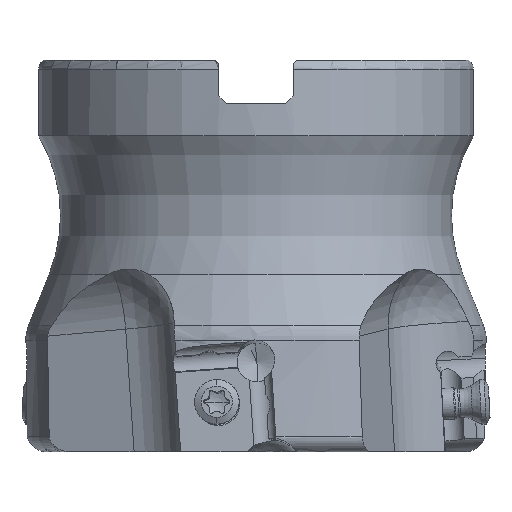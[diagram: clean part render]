
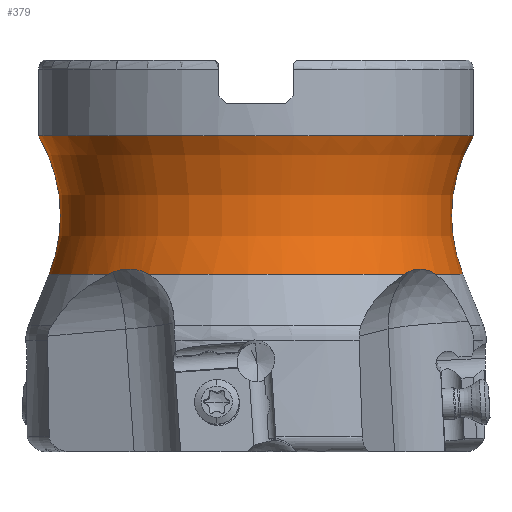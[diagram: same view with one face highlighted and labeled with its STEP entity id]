
A CAD part, front view. The second image highlights one B-rep face of the part: STEP entity #379.
In plain terms, the highlighted toroidal (fillet/blend) face has major radius 45.015 mm and minor radius 20 mm.
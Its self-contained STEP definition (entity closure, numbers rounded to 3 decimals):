
#275=TOROIDAL_SURFACE('',#7036,45.015,20.);
#379=ADVANCED_FACE('',(#883),#275,.F.);
#883=FACE_OUTER_BOUND('',#1245,.T.);
#1245=EDGE_LOOP('',(#2995,#2996,#2997,#2998,#2999,#3000,#3001,#3002,#3003,
#3004,#3005,#3006));
#1641=B_SPLINE_CURVE_WITH_KNOTS('',3,(#11516,#11517,#11518,#11519),
 .UNSPECIFIED.,.F.,.F.,(4,4),(0.,1.),.UNSPECIFIED.);
#1642=B_SPLINE_CURVE_WITH_KNOTS('',3,(#11523,#11524,#11525,#11526,#11527,
#11528),.UNSPECIFIED.,.F.,.F.,(4,1,1,4),(0.,0.333,0.667,
1.),.UNSPECIFIED.);
#1645=B_SPLINE_CURVE_WITH_KNOTS('',3,(#11575,#11576,#11577,#11578),
 .UNSPECIFIED.,.F.,.F.,(4,4),(0.,1.),.UNSPECIFIED.);
#1647=B_SPLINE_CURVE_WITH_KNOTS('',3,(#11592,#11593,#11594,#11595,#11596,
#11597),.UNSPECIFIED.,.F.,.F.,(4,1,1,4),(0.,0.333,0.667,
1.),.UNSPECIFIED.);
#2995=ORIENTED_EDGE('',*,*,#5559,.F.);
#2996=ORIENTED_EDGE('',*,*,#5579,.F.);
#2997=ORIENTED_EDGE('',*,*,#5580,.F.);
#2998=ORIENTED_EDGE('',*,*,#5251,.F.);
#2999=ORIENTED_EDGE('',*,*,#5581,.F.);
#3000=ORIENTED_EDGE('',*,*,#5582,.F.);
#3001=ORIENTED_EDGE('',*,*,#5578,.F.);
#3002=ORIENTED_EDGE('',*,*,#5571,.F.);
#3003=ORIENTED_EDGE('',*,*,#5567,.F.);
#3004=ORIENTED_EDGE('',*,*,#5565,.F.);
#3005=ORIENTED_EDGE('',*,*,#5563,.F.);
#3006=ORIENTED_EDGE('',*,*,#5561,.F.);
#4557=VERTEX_POINT('',#9536);
#4558=VERTEX_POINT('',#9538);
#4796=VERTEX_POINT('',#11477);
#4797=VERTEX_POINT('',#11479);
#4798=VERTEX_POINT('',#11520);
#4799=VERTEX_POINT('',#11529);
#4800=VERTEX_POINT('',#11538);
#4801=VERTEX_POINT('',#11579);
#4804=VERTEX_POINT('',#11598);
#4805=VERTEX_POINT('',#11607);
#4810=VERTEX_POINT('',#11658);
#4811=VERTEX_POINT('',#11661);
#5251=EDGE_CURVE('',#4558,#4557,#6281,.T.);
#5559=EDGE_CURVE('',#4796,#4797,#6405,.T.);
#5561=EDGE_CURVE('',#4797,#4798,#1641,.T.);
#5563=EDGE_CURVE('',#4798,#4799,#1642,.T.);
#5565=EDGE_CURVE('',#4799,#4800,#6407,.T.);
#5567=EDGE_CURVE('',#4800,#4801,#1645,.T.);
#5571=EDGE_CURVE('',#4801,#4804,#1647,.T.);
#5578=EDGE_CURVE('',#4804,#4805,#6412,.T.);
#5579=EDGE_CURVE('',#4810,#4796,#6413,.T.);
#5580=EDGE_CURVE('',#4557,#4810,#6414,.T.);
#5581=EDGE_CURVE('',#4811,#4558,#6415,.T.);
#5582=EDGE_CURVE('',#4805,#4811,#6416,.T.);
#6281=CIRCLE('',#6818,27.815);
#6405=CIRCLE('',#7017,26.461);
#6407=CIRCLE('',#7022,26.461);
#6412=CIRCLE('',#7030,26.461);
#6413=CIRCLE('',#7032,20.);
#6414=CIRCLE('',#7033,20.);
#6415=CIRCLE('',#7034,20.);
#6416=CIRCLE('',#7035,20.);
#6818=AXIS2_PLACEMENT_3D('',#9541,#7646,#7647);
#7017=AXIS2_PLACEMENT_3D('',#11478,#8117,#8118);
#7022=AXIS2_PLACEMENT_3D('',#11537,#8127,#8128);
#7030=AXIS2_PLACEMENT_3D('',#11655,#8144,#8145);
#7032=AXIS2_PLACEMENT_3D('',#11657,#8148,#8149);
#7033=AXIS2_PLACEMENT_3D('',#11659,#8150,#8151);
#7034=AXIS2_PLACEMENT_3D('',#11660,#8152,#8153);
#7035=AXIS2_PLACEMENT_3D('',#11662,#8154,#8155);
#7036=AXIS2_PLACEMENT_3D('',#11663,#8156,#8157);
#7646=DIRECTION('',(0.,0.,1.));
#7647=DIRECTION('',(-1.,0.,0.));
#8117=DIRECTION('',(0.,0.,-1.));
#8118=DIRECTION('',(1.,0.,0.));
#8127=DIRECTION('',(0.,0.,-1.));
#8128=DIRECTION('',(0.718,-0.696,0.));
#8144=DIRECTION('',(0.,0.,-1.));
#8145=DIRECTION('',(-0.713,-0.701,0.));
#8148=DIRECTION('',(0.,-1.,0.));
#8149=DIRECTION('',(-1.,0.,0.));
#8150=DIRECTION('',(0.,-1.,0.));
#8151=DIRECTION('',(-0.86,0.,0.51));
#8152=DIRECTION('',(0.,-1.,0.));
#8153=DIRECTION('',(1.,0.,0.));
#8154=DIRECTION('',(0.,-1.,0.));
#8155=DIRECTION('',(0.928,0.,-0.373));
#8156=DIRECTION('',(0.,0.,-1.));
#8157=DIRECTION('',(-1.,0.,0.));
#9536=CARTESIAN_POINT('',(27.815,0.,-9.7));
#9538=CARTESIAN_POINT('',(-27.815,0.,-9.7));
#9541=CARTESIAN_POINT('',(0.,0.,-9.7));
#11477=CARTESIAN_POINT('',(26.461,0.,-27.373));
#11478=CARTESIAN_POINT('',(0.,0.,-27.373));
#11479=CARTESIAN_POINT('',(22.944,-13.183,-27.373));
#11516=CARTESIAN_POINT('',(22.944,-13.183,-27.373));
#11517=CARTESIAN_POINT('',(21.759,-14.604,-26.58));
#11518=CARTESIAN_POINT('',(20.505,-16.28,-26.48));
#11519=CARTESIAN_POINT('',(19.41,-17.841,-27.127));
#11520=CARTESIAN_POINT('',(19.41,-17.841,-27.127));
#11523=CARTESIAN_POINT('',(19.41,-17.841,-27.127));
#11524=CARTESIAN_POINT('',(19.365,-17.905,-27.153));
#11525=CARTESIAN_POINT('',(19.275,-18.033,-27.207));
#11526=CARTESIAN_POINT('',(19.14,-18.224,-27.289));
#11527=CARTESIAN_POINT('',(19.049,-18.35,-27.345));
#11528=CARTESIAN_POINT('',(19.004,-18.413,-27.373));
#11529=CARTESIAN_POINT('',(19.004,-18.413,-27.373));
#11537=CARTESIAN_POINT('',(0.,0.,-27.373));
#11538=CARTESIAN_POINT('',(-13.74,-22.615,-27.373));
#11575=CARTESIAN_POINT('',(-13.74,-22.615,-27.373));
#11576=CARTESIAN_POINT('',(-15.132,-21.396,-26.58));
#11577=CARTESIAN_POINT('',(-16.776,-20.102,-26.48));
#11578=CARTESIAN_POINT('',(-18.31,-18.968,-27.127));
#11579=CARTESIAN_POINT('',(-18.31,-18.968,-27.127));
#11592=CARTESIAN_POINT('',(-18.31,-18.968,-27.127));
#11593=CARTESIAN_POINT('',(-18.373,-18.922,-27.153));
#11594=CARTESIAN_POINT('',(-18.499,-18.829,-27.207));
#11595=CARTESIAN_POINT('',(-18.686,-18.689,-27.289));
#11596=CARTESIAN_POINT('',(-18.81,-18.595,-27.345));
#11597=CARTESIAN_POINT('',(-18.872,-18.548,-27.373));
#11598=CARTESIAN_POINT('',(-18.872,-18.548,-27.373));
#11607=CARTESIAN_POINT('',(-26.461,0.,-27.373));
#11655=CARTESIAN_POINT('',(0.,0.,-27.373));
#11657=CARTESIAN_POINT('',(45.015,0.,-19.906));
#11658=CARTESIAN_POINT('',(25.015,0.,-19.906));
#11659=CARTESIAN_POINT('',(45.015,0.,-19.906));
#11660=CARTESIAN_POINT('',(-45.015,0.,-19.906));
#11661=CARTESIAN_POINT('',(-25.015,0.,-19.906));
#11662=CARTESIAN_POINT('',(-45.015,0.,-19.906));
#11663=CARTESIAN_POINT('',(0.,0.,-19.906));
